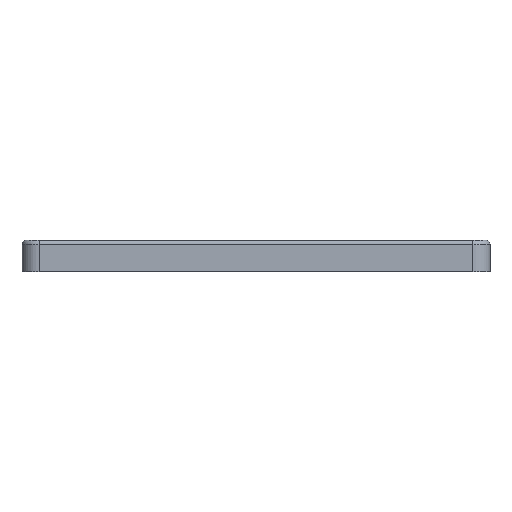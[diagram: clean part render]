
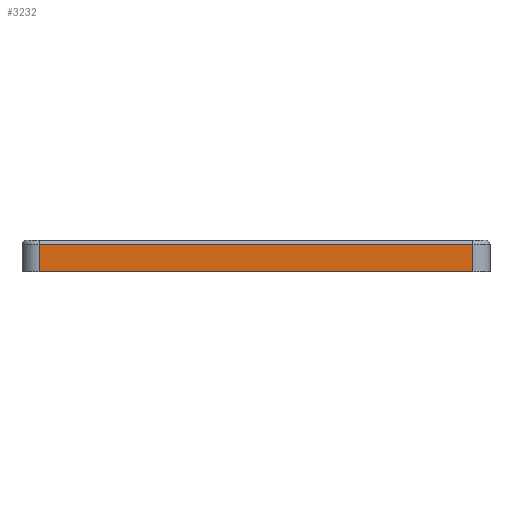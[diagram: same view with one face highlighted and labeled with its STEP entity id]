
A CAD part, left-side view. The second image highlights one B-rep face of the part: STEP entity #3232.
In plain terms, the highlighted planar face has unit normal (-1, 0, 0).
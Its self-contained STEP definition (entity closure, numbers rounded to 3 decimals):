
#3193=CARTESIAN_POINT('',(-4155.846,-529.873,210.989));
#3194=DIRECTION('',(1.,0.,-0.));
#3195=DIRECTION('',(0.,-1.,0.));
#3196=AXIS2_PLACEMENT_3D('',#3193,#3194,#3195);
#3197=PLANE('',#3196);
#3198=CARTESIAN_POINT('',(-4155.846,-691.673,212.489));
#3199=VERTEX_POINT('',#3198);
#3200=CARTESIAN_POINT('',(-4155.846,-489.873,212.489));
#3201=VERTEX_POINT('',#3200);
#3202=CARTESIAN_POINT('',(-4155.846,-691.673,212.489));
#3203=DIRECTION('',(-0.,1.,-0.));
#3204=VECTOR('',#3203,201.799);
#3205=LINE('',#3202,#3204);
#3206=EDGE_CURVE('',#3199,#3201,#3205,.T.);
#3207=ORIENTED_EDGE('',*,*,#3206,.T.);
#3208=CARTESIAN_POINT('',(-4155.846,-489.873,199.789));
#3209=VERTEX_POINT('',#3208);
#3210=CARTESIAN_POINT('',(-4155.846,-489.873,212.489));
#3211=DIRECTION('',(-0.,-0.,-1.));
#3212=VECTOR('',#3211,12.7);
#3213=LINE('',#3210,#3212);
#3214=EDGE_CURVE('',#3201,#3209,#3213,.T.);
#3215=ORIENTED_EDGE('',*,*,#3214,.T.);
#3216=CARTESIAN_POINT('',(-4155.846,-691.673,199.789));
#3217=VERTEX_POINT('',#3216);
#3218=CARTESIAN_POINT('',(-4155.846,-489.873,199.789));
#3219=DIRECTION('',(-0.,-1.,-0.));
#3220=VECTOR('',#3219,201.799);
#3221=LINE('',#3218,#3220);
#3222=EDGE_CURVE('',#3209,#3217,#3221,.T.);
#3223=ORIENTED_EDGE('',*,*,#3222,.T.);
#3224=CARTESIAN_POINT('',(-4155.846,-691.673,199.789));
#3225=DIRECTION('',(0.,-0.,1.));
#3226=VECTOR('',#3225,12.7);
#3227=LINE('',#3224,#3226);
#3228=EDGE_CURVE('',#3217,#3199,#3227,.T.);
#3229=ORIENTED_EDGE('',*,*,#3228,.T.);
#3230=EDGE_LOOP('',(#3207,#3215,#3223,#3229));
#3231=FACE_BOUND('',#3230,.T.);
#3232=ADVANCED_FACE('',(#3231),#3197,.F.);
